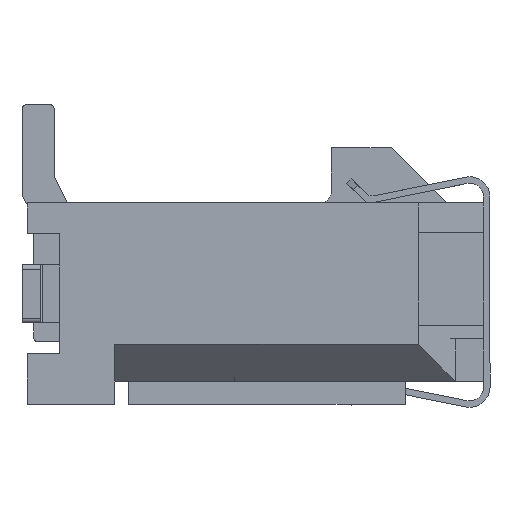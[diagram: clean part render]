
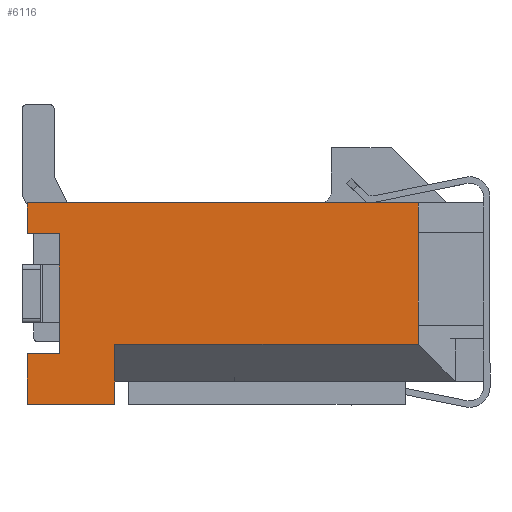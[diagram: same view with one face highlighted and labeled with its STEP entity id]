
A CAD part, left-side view. The second image highlights one B-rep face of the part: STEP entity #6116.
In plain terms, the highlighted planar face has unit normal (-1, 0, 0).
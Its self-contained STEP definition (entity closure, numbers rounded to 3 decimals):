
#723=ORIENTED_EDGE('',*,*,#2417,.T.);
#724=ORIENTED_EDGE('',*,*,#2418,.T.);
#725=ORIENTED_EDGE('',*,*,#1950,.F.);
#726=ORIENTED_EDGE('',*,*,#2419,.T.);
#727=ORIENTED_EDGE('',*,*,#2420,.F.);
#728=ORIENTED_EDGE('',*,*,#2421,.F.);
#729=ORIENTED_EDGE('',*,*,#2422,.F.);
#730=ORIENTED_EDGE('',*,*,#2071,.T.);
#731=ORIENTED_EDGE('',*,*,#2423,.T.);
#732=ORIENTED_EDGE('',*,*,#2424,.T.);
#733=ORIENTED_EDGE('',*,*,#2425,.T.);
#734=ORIENTED_EDGE('',*,*,#2426,.T.);
#1950=EDGE_CURVE('',#2843,#2844,#3425,.T.);
#2071=EDGE_CURVE('',#2962,#2961,#3546,.T.);
#2417=EDGE_CURVE('',#3219,#3220,#3892,.T.);
#2418=EDGE_CURVE('',#3220,#2844,#3893,.T.);
#2419=EDGE_CURVE('',#2843,#3221,#3894,.T.);
#2420=EDGE_CURVE('',#3222,#3221,#3895,.T.);
#2421=EDGE_CURVE('',#3223,#3222,#3896,.T.);
#2422=EDGE_CURVE('',#2962,#3223,#3897,.T.);
#2423=EDGE_CURVE('',#2961,#3224,#3898,.T.);
#2424=EDGE_CURVE('',#3224,#3225,#3899,.T.);
#2425=EDGE_CURVE('',#3225,#3226,#3900,.T.);
#2426=EDGE_CURVE('',#3226,#3219,#3901,.T.);
#2843=VERTEX_POINT('',#8408);
#2844=VERTEX_POINT('',#8410);
#2961=VERTEX_POINT('',#8664);
#2962=VERTEX_POINT('',#8666);
#3219=VERTEX_POINT('',#9335);
#3220=VERTEX_POINT('',#9336);
#3221=VERTEX_POINT('',#9339);
#3222=VERTEX_POINT('',#9341);
#3223=VERTEX_POINT('',#9343);
#3224=VERTEX_POINT('',#9346);
#3225=VERTEX_POINT('',#9348);
#3226=VERTEX_POINT('',#9350);
#3425=LINE('',#8409,#4264);
#3546=LINE('',#8665,#4385);
#3892=LINE('',#9334,#4731);
#3893=LINE('',#9337,#4732);
#3894=LINE('',#9338,#4733);
#3895=LINE('',#9340,#4734);
#3896=LINE('',#9342,#4735);
#3897=LINE('',#9344,#4736);
#3898=LINE('',#9345,#4737);
#3899=LINE('',#9347,#4738);
#3900=LINE('',#9349,#4739);
#3901=LINE('',#9351,#4740);
#4264=VECTOR('',#6798,1000.);
#4385=VECTOR('',#6953,1000.);
#4731=VECTOR('',#7431,1000.);
#4732=VECTOR('',#7432,1000.);
#4733=VECTOR('',#7433,1000.);
#4734=VECTOR('',#7434,1000.);
#4735=VECTOR('',#7435,1000.);
#4736=VECTOR('',#7436,1000.);
#4737=VECTOR('',#7437,1000.);
#4738=VECTOR('',#7438,1000.);
#4739=VECTOR('',#7439,1000.);
#4740=VECTOR('',#7440,1000.);
#5186=EDGE_LOOP('',(#723,#724,#725,#726,#727,#728,#729,#730,#731,#732,#733,
#734));
#5515=FACE_BOUND('',#5186,.T.);
#5829=PLANE('',#6480);
#6116=ADVANCED_FACE('',(#5515),#5829,.T.);
#6480=AXIS2_PLACEMENT_3D('',#9333,#7429,#7430);
#6798=DIRECTION('',(0.,0.,-1.));
#6953=DIRECTION('',(0.,1.,0.));
#7429=DIRECTION('',(-1.,0.,0.));
#7430=DIRECTION('',(0.,0.,1.));
#7431=DIRECTION('',(0.,0.,-1.));
#7432=DIRECTION('',(0.,-1.,0.));
#7433=DIRECTION('',(0.,-1.,0.));
#7434=DIRECTION('',(0.,0.,-1.));
#7435=DIRECTION('',(0.,0.,-1.));
#7436=DIRECTION('',(0.,0.,-1.));
#7437=DIRECTION('',(0.,0.,-1.));
#7438=DIRECTION('',(0.,-1.,0.));
#7439=DIRECTION('',(0.,0.,-1.));
#7440=DIRECTION('',(0.,1.,0.));
#8408=CARTESIAN_POINT('',(-10.825,3.05,-0.885));
#8409=CARTESIAN_POINT('',(-10.825,3.05,-1.685));
#8410=CARTESIAN_POINT('',(-10.825,3.05,-2.185));
#8664=CARTESIAN_POINT('',(-10.825,4.95,2.185));
#8665=CARTESIAN_POINT('',(-10.825,-4.95,2.185));
#8666=CARTESIAN_POINT('',(-10.825,-3.536,2.185));
#9333=CARTESIAN_POINT('',(-10.825,0.,0.));
#9334=CARTESIAN_POINT('',(-10.825,4.95,2.185));
#9335=CARTESIAN_POINT('',(-10.825,4.95,-1.085));
#9336=CARTESIAN_POINT('',(-10.825,4.95,-2.185));
#9337=CARTESIAN_POINT('',(-10.825,4.95,-2.185));
#9338=CARTESIAN_POINT('',(-10.825,0.,-0.885));
#9339=CARTESIAN_POINT('',(-10.825,-3.536,-0.885));
#9340=CARTESIAN_POINT('',(-10.825,-3.536,0.));
#9341=CARTESIAN_POINT('',(-10.825,-3.536,-0.465));
#9342=CARTESIAN_POINT('',(-10.825,-3.536,1.535));
#9343=CARTESIAN_POINT('',(-10.825,-3.536,1.535));
#9344=CARTESIAN_POINT('',(-10.825,-3.536,0.));
#9345=CARTESIAN_POINT('',(-10.825,4.95,2.185));
#9346=CARTESIAN_POINT('',(-10.825,4.95,1.515));
#9347=CARTESIAN_POINT('',(-10.825,0.,1.515));
#9348=CARTESIAN_POINT('',(-10.825,4.25,1.515));
#9349=CARTESIAN_POINT('',(-10.825,4.25,0.));
#9350=CARTESIAN_POINT('',(-10.825,4.25,-1.085));
#9351=CARTESIAN_POINT('',(-10.825,0.,-1.085));
